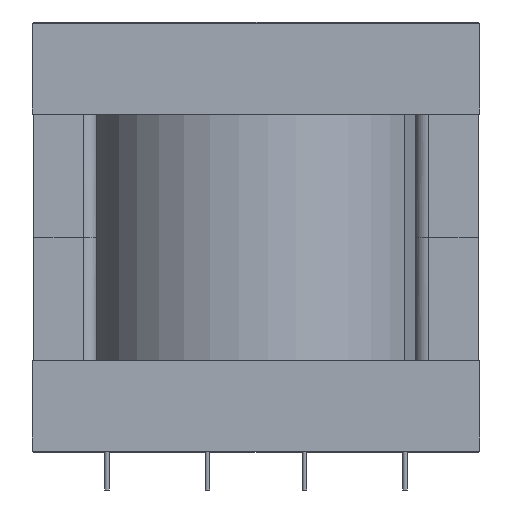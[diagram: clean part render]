
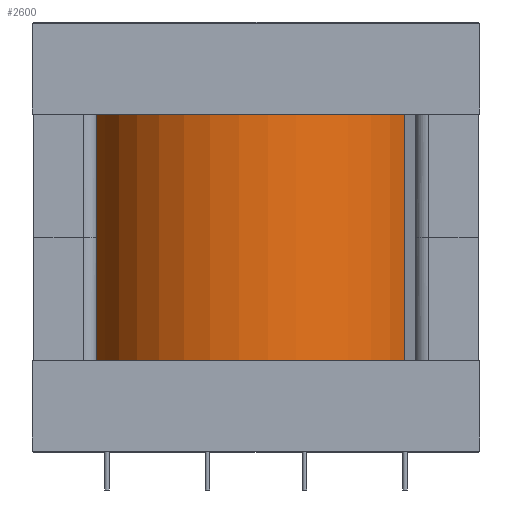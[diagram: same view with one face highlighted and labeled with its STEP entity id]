
A CAD part, front view. The second image highlights one B-rep face of the part: STEP entity #2600.
In plain terms, the highlighted cylindrical face has radius 12.75 mm (diameter 25.5 mm), a partial arc.
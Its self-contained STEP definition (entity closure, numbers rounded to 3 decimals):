
#54 = DIRECTION ( 'NONE',  ( 0., 1., 0. ) ) ;
#415 = CIRCLE ( 'NONE', #2849, 12.75 ) ;
#506 = VERTEX_POINT ( 'NONE', #1848 ) ;
#531 = EDGE_CURVE ( 'NONE', #3270, #2949, #3076, .T. ) ;
#646 = CARTESIAN_POINT ( 'NONE',  ( 0., 16.807, 12.75 ) ) ;
#648 = AXIS2_PLACEMENT_3D ( 'NONE', #2269, #2304, #3366 ) ;
#845 = CYLINDRICAL_SURFACE ( 'NONE', #1178, 12.75 ) ;
#1000 = DIRECTION ( 'NONE',  ( 0., 0., 1. ) ) ;
#1178 = AXIS2_PLACEMENT_3D ( 'NONE', #3049, #2417, #2151 ) ;
#1263 = ORIENTED_EDGE ( 'NONE', *, *, #531, .T. ) ;
#1274 = EDGE_CURVE ( 'NONE', #2054, #506, #3378, .T. ) ;
#1309 = EDGE_CURVE ( 'NONE', #2054, #3270, #415, .T. ) ;
#1384 = EDGE_LOOP ( 'NONE', ( #2475, #1263, #2382, #3384 ) ) ;
#1484 = DIRECTION ( 'NONE',  ( 0., 1., 0. ) ) ;
#1609 = VECTOR ( 'NONE', #1484, 1000. ) ;
#1616 = CIRCLE ( 'NONE', #648, 12.75 ) ;
#1748 = CARTESIAN_POINT ( 'NONE',  ( 0., -9.5, 0. ) ) ;
#1848 = CARTESIAN_POINT ( 'NONE',  ( 0., 9.5, 12.75 ) ) ;
#1960 = CARTESIAN_POINT ( 'NONE',  ( 0., 16.807, -12.75 ) ) ;
#2054 = VERTEX_POINT ( 'NONE', #2763 ) ;
#2151 = DIRECTION ( 'NONE',  ( 0., 0., 1. ) ) ;
#2269 = CARTESIAN_POINT ( 'NONE',  ( 0., 9.5, 0. ) ) ;
#2280 = EDGE_CURVE ( 'NONE', #506, #2949, #1616, .T. ) ;
#2304 = DIRECTION ( 'NONE',  ( 0., 1., 0. ) ) ;
#2382 = ORIENTED_EDGE ( 'NONE', *, *, #2280, .F. ) ;
#2417 = DIRECTION ( 'NONE',  ( 0., 1., 0. ) ) ;
#2475 = ORIENTED_EDGE ( 'NONE', *, *, #1309, .T. ) ;
#2600 = ADVANCED_FACE ( 'NONE', ( #3259 ), #845, .T. ) ;
#2763 = CARTESIAN_POINT ( 'NONE',  ( 0., -9.5, 12.75 ) ) ;
#2849 = AXIS2_PLACEMENT_3D ( 'NONE', #1748, #2870, #1000 ) ;
#2870 = DIRECTION ( 'NONE',  ( 0., 1., 0. ) ) ;
#2949 = VERTEX_POINT ( 'NONE', #3297 ) ;
#3049 = CARTESIAN_POINT ( 'NONE',  ( 0., 16.807, 0. ) ) ;
#3076 = LINE ( 'NONE', #1960, #3190 ) ;
#3190 = VECTOR ( 'NONE', #54, 1000. ) ;
#3259 = FACE_OUTER_BOUND ( 'NONE', #1384, .T. ) ;
#3270 = VERTEX_POINT ( 'NONE', #3480 ) ;
#3297 = CARTESIAN_POINT ( 'NONE',  ( 0., 9.5, -12.75 ) ) ;
#3366 = DIRECTION ( 'NONE',  ( 0., 0., 1. ) ) ;
#3378 = LINE ( 'NONE', #646, #1609 ) ;
#3384 = ORIENTED_EDGE ( 'NONE', *, *, #1274, .F. ) ;
#3480 = CARTESIAN_POINT ( 'NONE',  ( 0., -9.5, -12.75 ) ) ;
